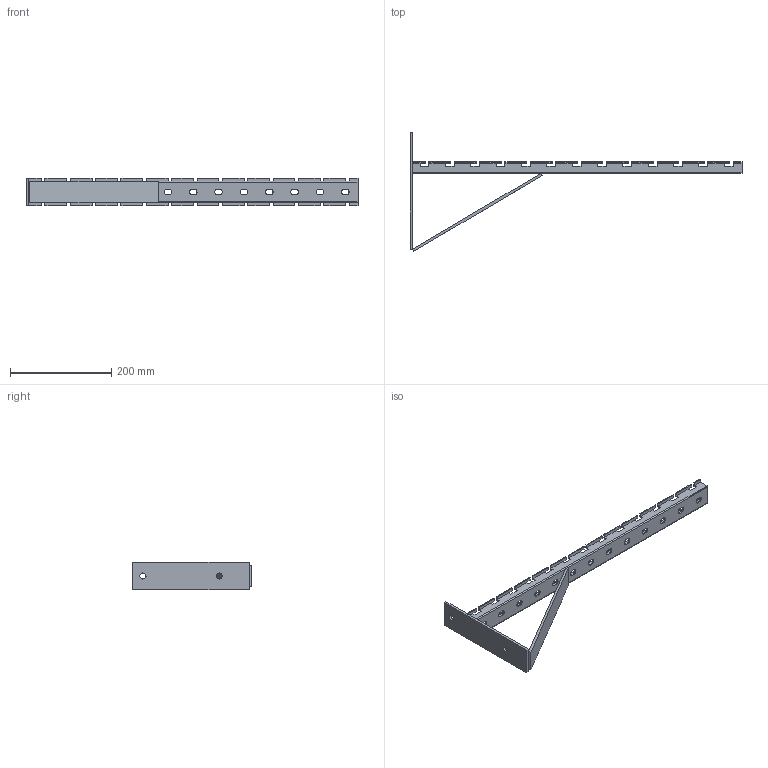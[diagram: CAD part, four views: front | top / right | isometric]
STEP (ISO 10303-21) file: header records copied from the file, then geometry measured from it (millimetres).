
FILE_DESCRIPTION (( 'STEP AP214' ), '1' );
FILE_NAME ('LC-CWB600_3D.step', '2023-05-09T16:28:27', ( '' ), ( '' ), 'SwSTEP 2.0', 'SolidWorks 2022', '' );
FILE_SCHEMA (( 'AUTOMOTIVE_DESIGN' ));
Length unit declared in the file: millimetre
Products named in the file (1): LC-CWB600_3D
Bounding box: 654.75 x 234.31 x 55 mm (x, y, z)
Volume: 228242.7 mm3; surface area: 169921.9 mm2
Topology: 3 solids, 3 shells, 350 faces, 980 edges, 636 vertices
Faces by surface type: plane 260, cylinder 90
Entity records: 11240 total; most frequent: CARTESIAN_POINT 1967, ORIENTED_EDGE 1960, DIRECTION 1862, EDGE_CURVE 980, LINE 800, VECTOR 800, VERTEX_POINT 636, AXIS2_PLACEMENT_3D 531
